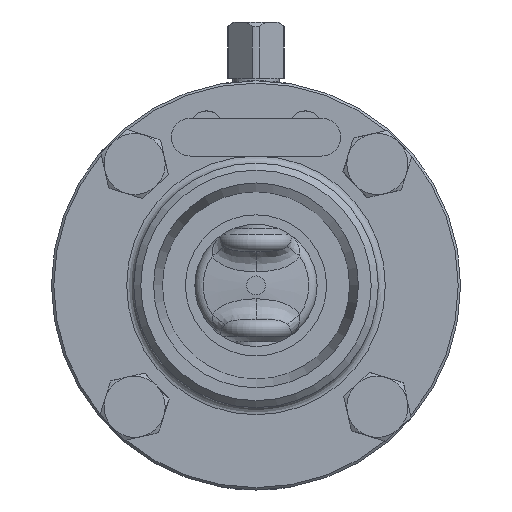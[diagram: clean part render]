
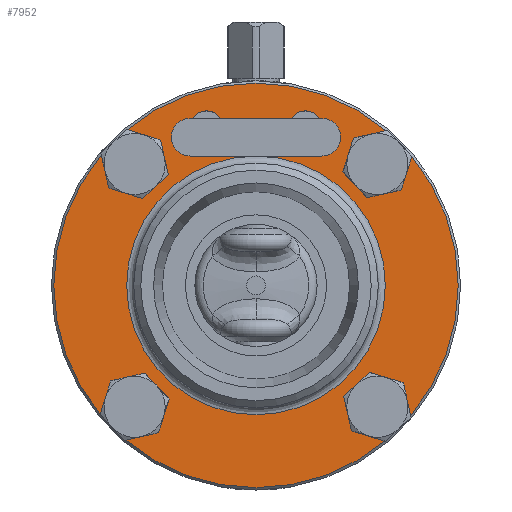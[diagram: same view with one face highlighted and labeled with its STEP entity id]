
A CAD part, left-side view. The second image highlights one B-rep face of the part: STEP entity #7952.
In plain terms, the highlighted planar face has unit normal (-1, 0, 0).
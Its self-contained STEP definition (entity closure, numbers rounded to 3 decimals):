
#367=CARTESIAN_POINT('',(-10.,10.5,29.9));
#368=VERTEX_POINT('',#367);
#369=CARTESIAN_POINT('',(-10.0,10.5,33.5));
#370=DIRECTION('',(1.0,0.0,0.0));
#371=DIRECTION('',(0.0,0.0,-1.0));
#372=AXIS2_PLACEMENT_3D('',#369,#370,#371);
#373=CIRCLE('',#372,3.6);
#374=EDGE_CURVE('',#368,#368,#373,.T.);
#404=CARTESIAN_POINT('',(-10.,-10.5,29.9));
#405=VERTEX_POINT('',#404);
#406=CARTESIAN_POINT('',(-10.0,-10.5,33.5));
#407=DIRECTION('',(1.0,0.0,0.0));
#408=DIRECTION('',(0.0,0.0,-1.0));
#409=AXIS2_PLACEMENT_3D('',#406,#407,#408);
#410=CIRCLE('',#409,3.6);
#411=EDGE_CURVE('',#405,#405,#410,.T.);
#1479=CARTESIAN_POINT('',(-10.,-29.997,-21.942));
#1480=VERTEX_POINT('',#1479);
#1481=CARTESIAN_POINT('',(-10.,-25.809,-25.809));
#1482=DIRECTION('',(1.0,0.0,0.0));
#1483=DIRECTION('',(0.0,-0.735,0.679));
#1484=AXIS2_PLACEMENT_3D('',#1481,#1482,#1483);
#1485=CIRCLE('',#1484,5.7);
#1486=EDGE_CURVE('',#1480,#1480,#1485,.T.);
#2357=CARTESIAN_POINT('',(-10.,21.942,-29.997));
#2358=VERTEX_POINT('',#2357);
#2359=CARTESIAN_POINT('',(-10.,25.809,-25.809));
#2360=DIRECTION('',(1.0,0.0,0.0));
#2361=DIRECTION('',(0.0,-0.679,-0.735));
#2362=AXIS2_PLACEMENT_3D('',#2359,#2360,#2361);
#2363=CIRCLE('',#2362,5.7);
#2364=EDGE_CURVE('',#2358,#2358,#2363,.T.);
#3235=CARTESIAN_POINT('',(-10.,29.997,21.942));
#3236=VERTEX_POINT('',#3235);
#3237=CARTESIAN_POINT('',(-10.,25.809,25.809));
#3238=DIRECTION('',(1.0,0.0,0.0));
#3239=DIRECTION('',(0.0,0.735,-0.679));
#3240=AXIS2_PLACEMENT_3D('',#3237,#3238,#3239);
#3241=CIRCLE('',#3240,5.7);
#3242=EDGE_CURVE('',#3236,#3236,#3241,.T.);
#4113=CARTESIAN_POINT('',(-10.,-21.942,29.997));
#4114=VERTEX_POINT('',#4113);
#4115=CARTESIAN_POINT('',(-10.,-25.809,25.809));
#4116=DIRECTION('',(1.0,0.0,0.0));
#4117=DIRECTION('',(0.0,0.679,0.735));
#4118=AXIS2_PLACEMENT_3D('',#4115,#4116,#4117);
#4119=CIRCLE('',#4118,5.7);
#4120=EDGE_CURVE('',#4114,#4114,#4119,.T.);
#7892=CARTESIAN_POINT('',(-10.,-43.0,0.0));
#7893=VERTEX_POINT('',#7892);
#7894=CARTESIAN_POINT('',(-10.,0.0,0.0));
#7895=DIRECTION('',(-1.0,0.0,0.0));
#7896=DIRECTION('',(0.0,-1.0,0.0));
#7897=AXIS2_PLACEMENT_3D('',#7894,#7895,#7896);
#7898=CIRCLE('',#7897,43.0);
#7899=EDGE_CURVE('',#7893,#7893,#7898,.T.);
#7915=CARTESIAN_POINT('',(-10.,-35.25,0.0));
#7916=DIRECTION('',(-1.0,0.0,0.0));
#7917=DIRECTION('',(0.0,0.0,-1.0));
#7918=AXIS2_PLACEMENT_3D('',#7915,#7916,#7917);
#7919=PLANE('',#7918);
#7920=ORIENTED_EDGE('',*,*,#7899,.T.);
#7921=EDGE_LOOP('',(#7920));
#7922=FACE_OUTER_BOUND('',#7921,.T.);
#7923=ORIENTED_EDGE('',*,*,#1486,.T.);
#7924=EDGE_LOOP('',(#7923));
#7925=FACE_BOUND('',#7924,.T.);
#7926=ORIENTED_EDGE('',*,*,#2364,.T.);
#7927=EDGE_LOOP('',(#7926));
#7928=FACE_BOUND('',#7927,.T.);
#7929=ORIENTED_EDGE('',*,*,#3242,.T.);
#7930=EDGE_LOOP('',(#7929));
#7931=FACE_BOUND('',#7930,.T.);
#7932=ORIENTED_EDGE('',*,*,#4120,.T.);
#7933=EDGE_LOOP('',(#7932));
#7934=FACE_BOUND('',#7933,.T.);
#7935=ORIENTED_EDGE('',*,*,#374,.T.);
#7936=EDGE_LOOP('',(#7935));
#7937=FACE_BOUND('',#7936,.T.);
#7938=ORIENTED_EDGE('',*,*,#411,.T.);
#7939=EDGE_LOOP('',(#7938));
#7940=FACE_BOUND('',#7939,.T.);
#7941=CARTESIAN_POINT('',(-10.0,-27.5,0.0));
#7942=VERTEX_POINT('',#7941);
#7943=CARTESIAN_POINT('',(-10.0,0.0,0.0));
#7944=DIRECTION('',(-1.0,0.0,0.0));
#7945=DIRECTION('',(0.0,-1.0,0.0));
#7946=AXIS2_PLACEMENT_3D('',#7943,#7944,#7945);
#7947=CIRCLE('',#7946,27.5);
#7948=EDGE_CURVE('',#7942,#7942,#7947,.T.);
#7949=ORIENTED_EDGE('',*,*,#7948,.F.);
#7950=EDGE_LOOP('',(#7949));
#7951=FACE_BOUND('',#7950,.T.);
#7952=ADVANCED_FACE('',(#7922,#7925,#7928,#7931,#7934,#7937,#7940,#7951),#7919,.T.);
